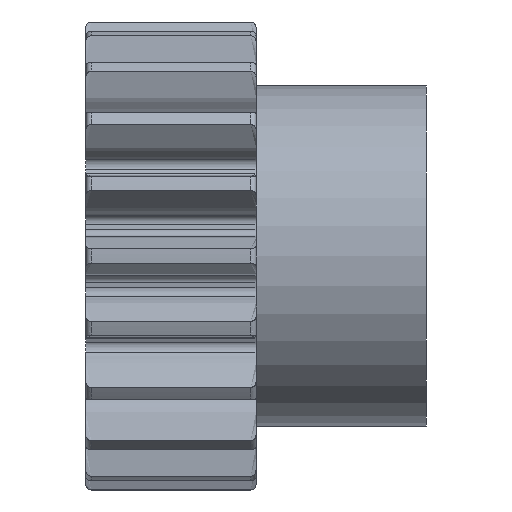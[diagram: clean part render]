
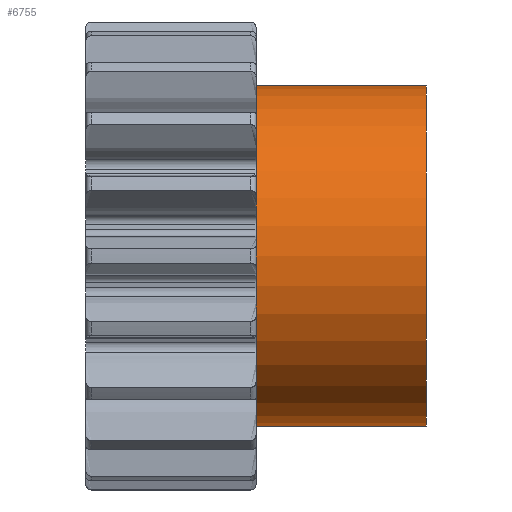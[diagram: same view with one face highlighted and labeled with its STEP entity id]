
A CAD part, front view. The second image highlights one B-rep face of the part: STEP entity #6755.
In plain terms, the highlighted cylindrical face has radius 6.346 mm (diameter 12.692 mm), a partial arc.
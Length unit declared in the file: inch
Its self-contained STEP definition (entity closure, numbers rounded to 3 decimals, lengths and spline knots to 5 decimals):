
#373 = CARTESIAN_POINT ( 'NONE',  ( 0.3435, 0., -0.24985 ) ) ;
#743 = EDGE_CURVE ( 'NONE', #8022, #5337, #771, .T. ) ;
#754 = VECTOR ( 'NONE', #1627, 39.37008 ) ;
#771 = CIRCLE ( 'NONE', #3855, 0.24985 ) ;
#787 = CARTESIAN_POINT ( 'NONE',  ( 0.3435, 0., 0.24985 ) ) ;
#837 = CARTESIAN_POINT ( 'NONE',  ( 0.3435, 0., 0.24985 ) ) ;
#1377 = CARTESIAN_POINT ( 'NONE',  ( 0.0935, 0., -0.24985 ) ) ;
#1399 = DIRECTION ( 'NONE',  ( -1., 0., 0. ) ) ;
#1552 = CARTESIAN_POINT ( 'NONE',  ( 0.0935, 0., 0.24985 ) ) ;
#1627 = DIRECTION ( 'NONE',  ( -1., 0., 0. ) ) ;
#1647 = AXIS2_PLACEMENT_3D ( 'NONE', #5762, #2029, #6386 ) ;
#2029 = DIRECTION ( 'NONE',  ( 1., 0., 0. ) ) ;
#2098 = ORIENTED_EDGE ( 'NONE', *, *, #7148, .T. ) ;
#2197 = AXIS2_PLACEMENT_3D ( 'NONE', #6060, #7284, #4162 ) ;
#2357 = LINE ( 'NONE', #5957, #754 ) ;
#2579 = EDGE_CURVE ( 'NONE', #2820, #5337, #2357, .T. ) ;
#2820 = VERTEX_POINT ( 'NONE', #373 ) ;
#3236 = ORIENTED_EDGE ( 'NONE', *, *, #743, .T. ) ;
#3346 = DIRECTION ( 'NONE',  ( 1., 0., 0. ) ) ;
#3410 = ORIENTED_EDGE ( 'NONE', *, *, #2579, .F. ) ;
#3530 = FACE_OUTER_BOUND ( 'NONE', #4200, .T. ) ;
#3855 = AXIS2_PLACEMENT_3D ( 'NONE', #7057, #3346, #7676 ) ;
#4162 = DIRECTION ( 'NONE',  ( 0., 0., 1. ) ) ;
#4200 = EDGE_LOOP ( 'NONE', ( #3410, #8012, #2098, #3236 ) ) ;
#4898 = VECTOR ( 'NONE', #1399, 39.37008 ) ;
#5006 = CYLINDRICAL_SURFACE ( 'NONE', #2197, 0.24985 ) ;
#5337 = VERTEX_POINT ( 'NONE', #1377 ) ;
#5482 = LINE ( 'NONE', #787, #4898 ) ;
#5762 = CARTESIAN_POINT ( 'NONE',  ( 0.3435, 0., 0. ) ) ;
#5957 = CARTESIAN_POINT ( 'NONE',  ( 0.3435, 0., -0.24985 ) ) ;
#6060 = CARTESIAN_POINT ( 'NONE',  ( 0.3435, 0., 0. ) ) ;
#6386 = DIRECTION ( 'NONE',  ( 0., 0., -1. ) ) ;
#6737 = CIRCLE ( 'NONE', #1647, 0.24985 ) ;
#6755 = ADVANCED_FACE ( 'NONE', ( #3530 ), #5006, .T. ) ;
#7057 = CARTESIAN_POINT ( 'NONE',  ( 0.0935, 0., 0. ) ) ;
#7148 = EDGE_CURVE ( 'NONE', #7215, #8022, #5482, .T. ) ;
#7197 = EDGE_CURVE ( 'NONE', #7215, #2820, #6737, .T. ) ;
#7215 = VERTEX_POINT ( 'NONE', #837 ) ;
#7284 = DIRECTION ( 'NONE',  ( -1., 0., 0. ) ) ;
#7676 = DIRECTION ( 'NONE',  ( 0., 0., 1. ) ) ;
#8012 = ORIENTED_EDGE ( 'NONE', *, *, #7197, .F. ) ;
#8022 = VERTEX_POINT ( 'NONE', #1552 ) ;
